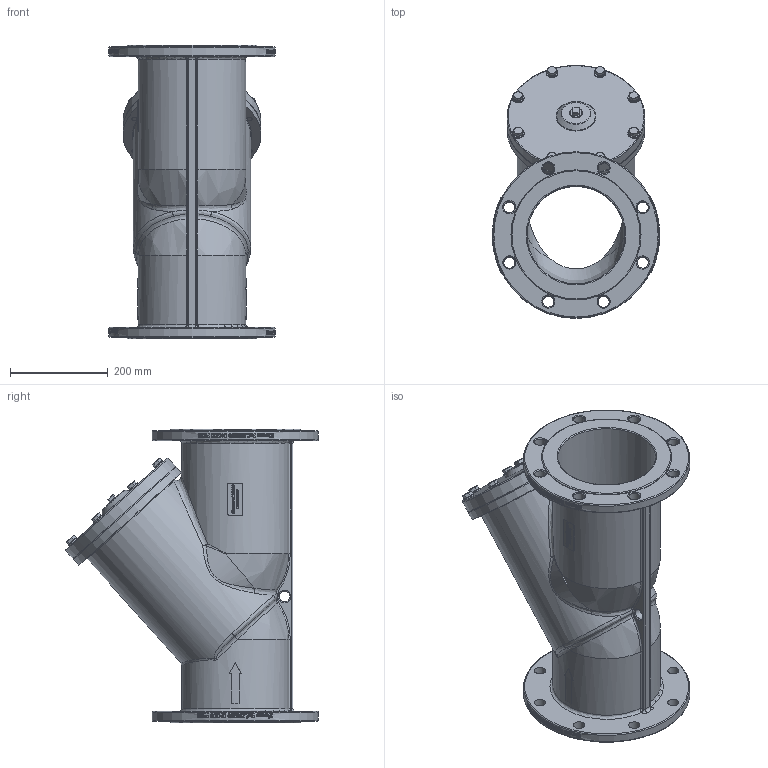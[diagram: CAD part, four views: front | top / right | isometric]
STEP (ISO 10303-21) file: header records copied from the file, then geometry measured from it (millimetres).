
FILE_DESCRIPTION(/* description */ ('233200'),/* implementation_level */ '2;1');
FILE_NAME(/* name */ '233200.stp',/* time_stamp */ '2016-12-12T16:08:57+01:00',/* author */ ('jmorand'),/* organization */ ('Sferaco'),/* preprocessor_version */ 'ST-DEVELOPER v16.5',/* originating_system */ 'Autodesk Inventor 2017',/* authorisation */ '');
FILE_SCHEMA (('AUTOMOTIVE_DESIGN { 1 0 10303 214 3 1 1 }'));
Products named in the file (1): 233200_bd
Bounding box: 342 x 516.85 x 600 mm (x, y, z)
Volume: 11217343.3 mm3; surface area: 1377206.7 mm2
Topology: 1 solids, 9 shells, 2630 faces, 7001 edges, 4598 vertices
Faces by surface type: bspline 1295, plane 961, cylinder 266, cone 58, torus 49, sphere 1
Full cylindrical faces by diameter (mm): 12 x8, 13 x8, 18 x8, 22 x1, 23 x16, 24 x9, 24.117 x1, 200 x2, 266 x2, 282 x2, 340 x2
Entity records: 112526 total; most frequent: CARTESIAN_POINT 53405, ORIENTED_EDGE 13662, DIRECTION 7920, EDGE_CURVE 6831, VERTEX_POINT 4542, LINE 3088, VECTOR 3088, EDGE_LOOP 2993
